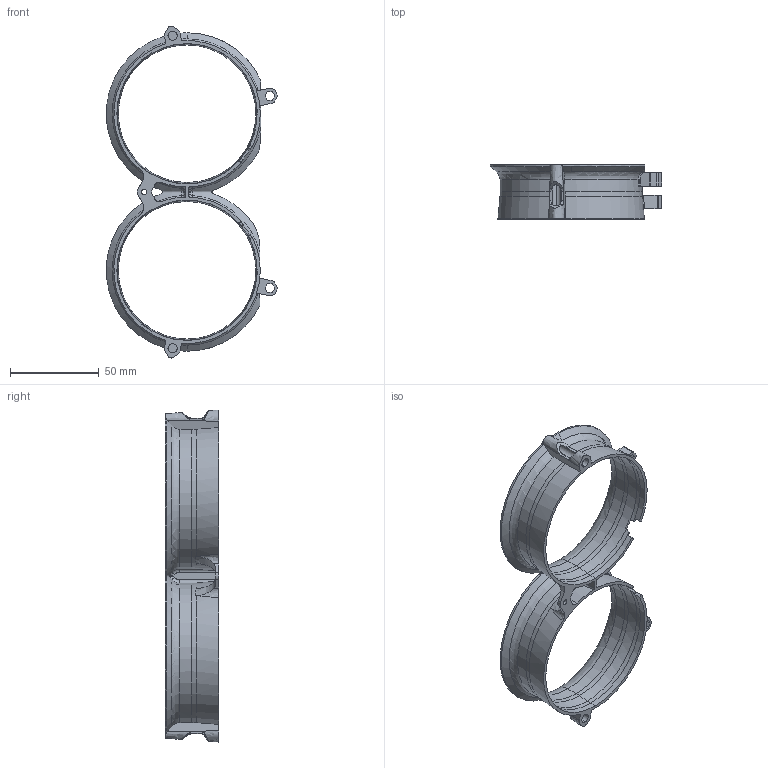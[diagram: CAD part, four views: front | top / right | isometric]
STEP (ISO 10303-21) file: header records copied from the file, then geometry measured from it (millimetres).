
FILE_DESCRIPTION (( 'STEP AP214' ), '1' );
FILE_NAME ('Ducts_Right.STEP', '2021-09-17T02:28:53', ( '' ), ( '' ), 'SwSTEP 2.0', 'SolidWorks 2019', '' );
FILE_SCHEMA (( 'AUTOMOTIVE_DESIGN' ));
Length unit declared in the file: millimetre
Products named in the file (1): Ducts_Right
Bounding box: 96.76 x 30.5 x 187.58 mm (x, y, z)
Volume: 27769.9 mm3; surface area: 36954.8 mm2
Topology: 1 solids, 1 shells, 195 faces, 570 edges, 370 vertices
Faces by surface type: plane 62, cylinder 59, bspline 34, torus 22, cone 18
Entity records: 9708 total; most frequent: CARTESIAN_POINT 4888, ORIENTED_EDGE 1136, DIRECTION 866, EDGE_CURVE 568, VERTEX_POINT 370, AXIS2_PLACEMENT_3D 348, EDGE_LOOP 206, FACE_OUTER_BOUND 195
